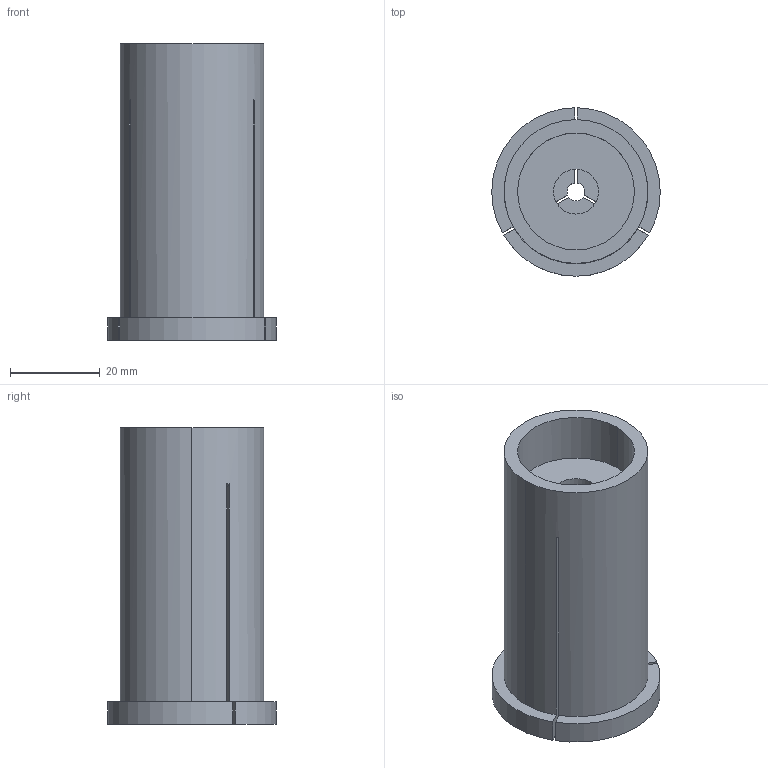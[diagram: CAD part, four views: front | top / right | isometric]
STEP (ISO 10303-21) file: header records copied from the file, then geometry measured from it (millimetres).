
FILE_DESCRIPTION (( 'STEP AP203' ), '1' );
FILE_NAME ('STP-19466-04.STEP', '2019-08-14T06:55:14', ( '' ), ( '' ), 'SwSTEP 2.0', 'SolidWorks 2017', '' );
FILE_SCHEMA (( 'CONFIG_CONTROL_DESIGN' ));
Length unit declared in the file: millimetre
Products named in the file (1): STP-19466-04
Bounding box: 37.5 x 37.5 x 66 mm (x, y, z)
Volume: 39847.6 mm3; surface area: 16572.6 mm2
Topology: 2 solids, 2 shells, 43 faces, 135 edges, 90 vertices
Faces by surface type: cylinder 24, plane 19
Entity records: 1630 total; most frequent: CARTESIAN_POINT 296, DIRECTION 271, ORIENTED_EDGE 270, EDGE_CURVE 135, AXIS2_PLACEMENT_3D 101, VERTEX_POINT 90, VECTOR 69, LINE 69
